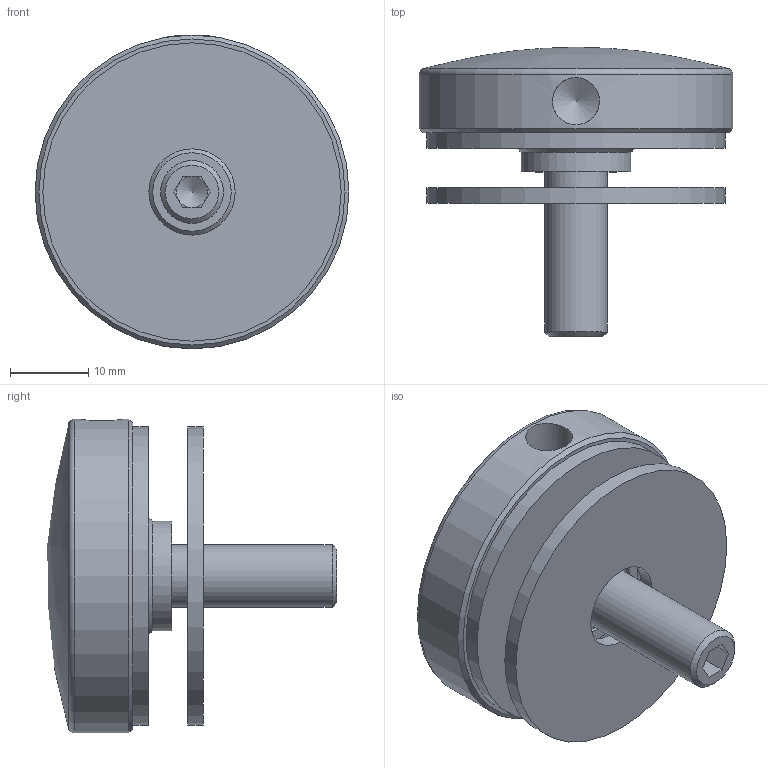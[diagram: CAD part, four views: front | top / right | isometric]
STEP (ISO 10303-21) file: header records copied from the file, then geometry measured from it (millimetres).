
FILE_DESCRIPTION (( 'STEP AP203' ), '1' );
FILE_NAME ('BR-OT40-V2A.STEP', '2022-03-21T08:29:58', ( '' ), ( '' ), 'SwSTEP 2.0', 'SolidWorks 2018', '' );
FILE_SCHEMA (( 'CONFIG_CONTROL_DESIGN' ));
Length unit declared in the file: millimetre
Products named in the file (5): BR-OT40-V2A Teil4_BR-OT40-V2A Teil4; BR-OT40-V2A Teil1_BR-OT40-V2A Teil1; BR-OT40-V2A Teil3_BR-OT40-V2A Teil3; DIN913_DIN 913 M8x30; BR-OT40-V2A
Assembly tree (4 placements, depth 2):
  BR-OT40-V2A
    BR-OT40-V2A Teil1_BR-OT40-V2A Teil1
    BR-OT40-V2A Teil3_BR-OT40-V2A Teil3
    BR-OT40-V2A Teil4_BR-OT40-V2A Teil4
    DIN913_DIN 913 M8x30
Bounding box: 40 x 36.89 x 40 mm (x, y, z)
Volume: 17521.1 mm3; surface area: 9854.7 mm2
Topology: 4 solids, 4 shells, 284 faces, 724 edges, 479 vertices
Faces by surface type: plane 177, bspline 85, cylinder 10, cone 10, sphere 1, torus 1
Full cylindrical faces by diameter (mm): 6 x1, 6.8 x1, 8 x1, 11 x3, 14 x1, 38 x2, 40 x1
Entity records: 13679 total; most frequent: CARTESIAN_POINT 6973, ORIENTED_EDGE 1388, DIRECTION 968, EDGE_CURVE 694, VECTOR 490, LINE 490, VERTEX_POINT 470, EDGE_LOOP 340
